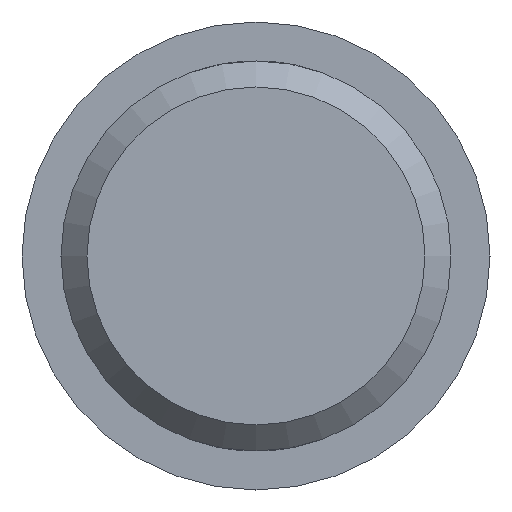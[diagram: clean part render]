
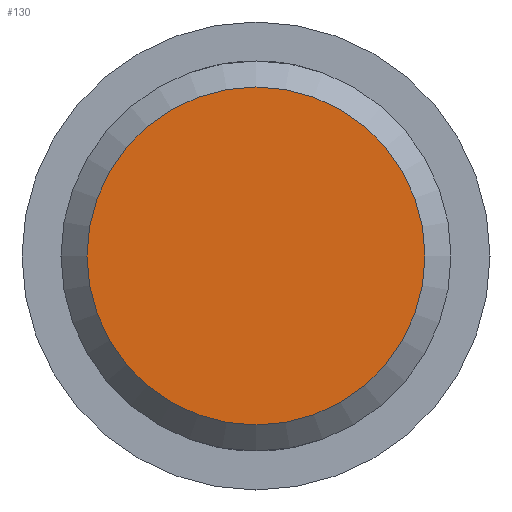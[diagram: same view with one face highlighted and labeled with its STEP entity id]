
A CAD part, left-side view. The second image highlights one B-rep face of the part: STEP entity #130.
In plain terms, the highlighted planar face has unit normal (-1, 0, 0).
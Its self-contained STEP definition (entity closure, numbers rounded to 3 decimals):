
#1 = CARTESIAN_POINT ( 'NONE',  ( 0., 0., 13. ) ) ;
#20 = AXIS2_PLACEMENT_3D ( 'NONE', #219, #245, #322 ) ;
#47 = CIRCLE ( 'NONE', #125, 13. ) ;
#55 = PLANE ( 'NONE',  #20 ) ;
#73 = FACE_OUTER_BOUND ( 'NONE', #252, .T. ) ;
#125 = AXIS2_PLACEMENT_3D ( 'NONE', #209, #257, #242 ) ;
#130 = ADVANCED_FACE ( 'NONE', ( #73 ), #55, .F. ) ;
#176 = ORIENTED_EDGE ( 'NONE', *, *, #283, .T. ) ;
#209 = CARTESIAN_POINT ( 'NONE',  ( 0., 0., 0. ) ) ;
#219 = CARTESIAN_POINT ( 'NONE',  ( 0., 13., 0. ) ) ;
#227 = VERTEX_POINT ( 'NONE', #1 ) ;
#242 = DIRECTION ( 'NONE',  ( 0., 0., 1. ) ) ;
#245 = DIRECTION ( 'NONE',  ( 1., 0., 0. ) ) ;
#252 = EDGE_LOOP ( 'NONE', ( #176 ) ) ;
#257 = DIRECTION ( 'NONE',  ( -1., 0., 0. ) ) ;
#283 = EDGE_CURVE ( 'NONE', #227, #227, #47, .T. ) ;
#322 = DIRECTION ( 'NONE',  ( 0., 0., -1. ) ) ;
